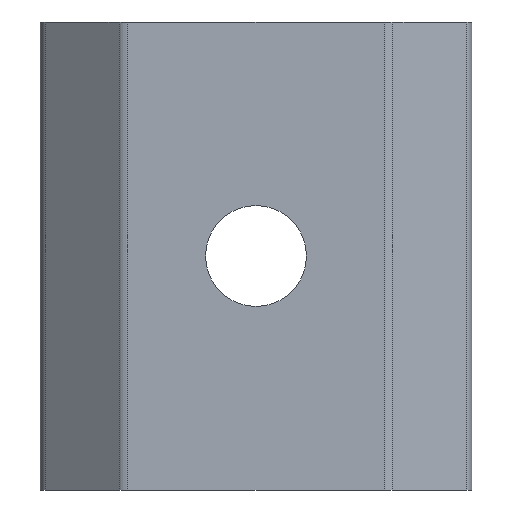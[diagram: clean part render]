
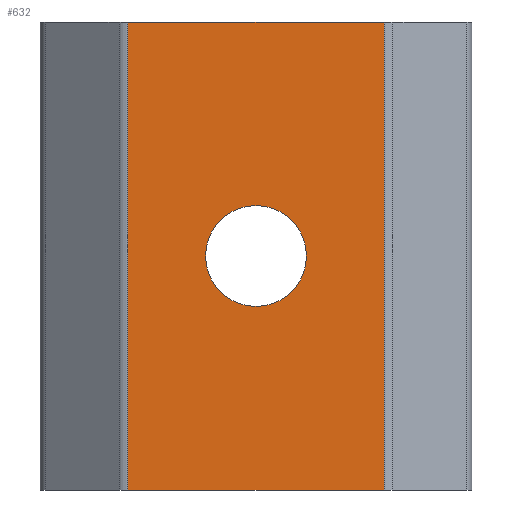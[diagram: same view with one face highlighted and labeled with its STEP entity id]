
A CAD part, front view. The second image highlights one B-rep face of the part: STEP entity #632.
In plain terms, the highlighted planar face has unit normal (0, -1, 0).
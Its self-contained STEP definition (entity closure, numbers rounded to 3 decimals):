
#34 = DIRECTION ( 'NONE',  ( 1., 0., 0. ) ) ;
#36 = AXIS2_PLACEMENT_3D ( 'NONE', #112, #192, #576 ) ;
#62 = CARTESIAN_POINT ( 'NONE',  ( -2.791, -2.25, -5.1 ) ) ;
#63 = ORIENTED_EDGE ( 'NONE', *, *, #343, .T. ) ;
#82 = DIRECTION ( 'NONE',  ( 1., 0., 0. ) ) ;
#112 = CARTESIAN_POINT ( 'NONE',  ( 0., -2.25, 0. ) ) ;
#118 = FACE_BOUND ( 'NONE', #782, .T. ) ;
#142 = EDGE_CURVE ( 'NONE', #417, #429, #156, .T. ) ;
#152 = ORIENTED_EDGE ( 'NONE', *, *, #142, .T. ) ;
#154 = VERTEX_POINT ( 'NONE', #231 ) ;
#156 = LINE ( 'NONE', #368, #891 ) ;
#159 = VECTOR ( 'NONE', #34, 1000. ) ;
#161 = ORIENTED_EDGE ( 'NONE', *, *, #243, .T. ) ;
#181 = EDGE_CURVE ( 'NONE', #385, #154, #379, .T. ) ;
#192 = DIRECTION ( 'NONE',  ( 0., 1., 0. ) ) ;
#217 = ORIENTED_EDGE ( 'NONE', *, *, #181, .T. ) ;
#231 = CARTESIAN_POINT ( 'NONE',  ( 1.1, -2.25, 0. ) ) ;
#240 = DIRECTION ( 'NONE',  ( 0., 0., 1. ) ) ;
#243 = EDGE_CURVE ( 'NONE', #538, #415, #306, .T. ) ;
#277 = DIRECTION ( 'NONE',  ( 0., 1., 0. ) ) ;
#294 = CARTESIAN_POINT ( 'NONE',  ( 2.9, -2.25, -5.1 ) ) ;
#295 = DIRECTION ( 'NONE',  ( 0., 0., -1. ) ) ;
#298 = DIRECTION ( 'NONE',  ( -1., 0., 0. ) ) ;
#306 = LINE ( 'NONE', #668, #460 ) ;
#316 = LINE ( 'NONE', #713, #159 ) ;
#343 = EDGE_CURVE ( 'NONE', #154, #385, #392, .T. ) ;
#353 = DIRECTION ( 'NONE',  ( -1., 0., 0. ) ) ;
#358 = EDGE_LOOP ( 'NONE', ( #408, #161, #524, #152 ) ) ;
#360 = VECTOR ( 'NONE', #82, 1000. ) ;
#368 = CARTESIAN_POINT ( 'NONE',  ( -2.791, -2.25, 5.1 ) ) ;
#379 = CIRCLE ( 'NONE', #36, 1.1 ) ;
#385 = VERTEX_POINT ( 'NONE', #617 ) ;
#391 = PLANE ( 'NONE',  #423 ) ;
#392 = CIRCLE ( 'NONE', #777, 1.1 ) ;
#408 = ORIENTED_EDGE ( 'NONE', *, *, #452, .T. ) ;
#415 = VERTEX_POINT ( 'NONE', #765 ) ;
#417 = VERTEX_POINT ( 'NONE', #611 ) ;
#423 = AXIS2_PLACEMENT_3D ( 'NONE', #665, #519, #298 ) ;
#426 = CARTESIAN_POINT ( 'NONE',  ( 2.791, -2.25, -5.1 ) ) ;
#429 = VERTEX_POINT ( 'NONE', #62 ) ;
#452 = EDGE_CURVE ( 'NONE', #429, #538, #500, .T. ) ;
#460 = VECTOR ( 'NONE', #240, 1000. ) ;
#500 = LINE ( 'NONE', #294, #360 ) ;
#519 = DIRECTION ( 'NONE',  ( 0., 1., 0. ) ) ;
#524 = ORIENTED_EDGE ( 'NONE', *, *, #692, .F. ) ;
#538 = VERTEX_POINT ( 'NONE', #426 ) ;
#576 = DIRECTION ( 'NONE',  ( -1., 0., 0. ) ) ;
#611 = CARTESIAN_POINT ( 'NONE',  ( -2.791, -2.25, 5.1 ) ) ;
#617 = CARTESIAN_POINT ( 'NONE',  ( -1.1, -2.25, 0. ) ) ;
#632 = ADVANCED_FACE ( 'NONE', ( #118, #806 ), #391, .F. ) ;
#665 = CARTESIAN_POINT ( 'NONE',  ( 2.9, -2.25, 5.1 ) ) ;
#668 = CARTESIAN_POINT ( 'NONE',  ( 2.791, -2.25, 5.1 ) ) ;
#692 = EDGE_CURVE ( 'NONE', #417, #415, #316, .T. ) ;
#713 = CARTESIAN_POINT ( 'NONE',  ( 2.9, -2.25, 5.1 ) ) ;
#765 = CARTESIAN_POINT ( 'NONE',  ( 2.791, -2.25, 5.1 ) ) ;
#777 = AXIS2_PLACEMENT_3D ( 'NONE', #829, #277, #353 ) ;
#782 = EDGE_LOOP ( 'NONE', ( #217, #63 ) ) ;
#806 = FACE_OUTER_BOUND ( 'NONE', #358, .T. ) ;
#829 = CARTESIAN_POINT ( 'NONE',  ( 0., -2.25, 0. ) ) ;
#891 = VECTOR ( 'NONE', #295, 1000. ) ;
